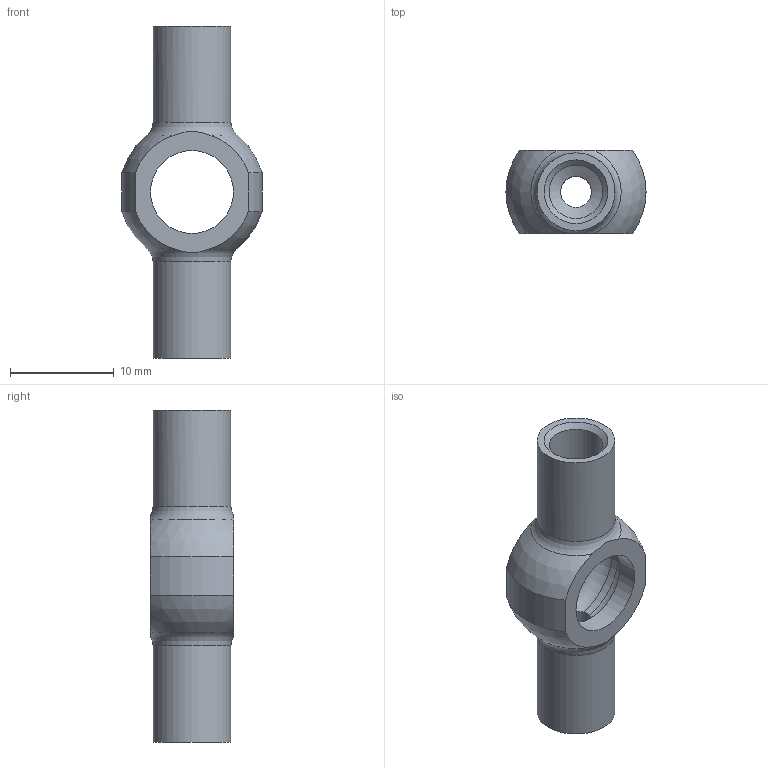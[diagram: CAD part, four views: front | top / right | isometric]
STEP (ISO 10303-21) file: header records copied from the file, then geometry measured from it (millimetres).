
FILE_DESCRIPTION((''),'2;1');
FILE_NAME('74731405.stp','2014-09-08T15:39:05',(''),('KNOMI spol. s r. o.'),'Autodesk Inventor 2012','Autodesk Inventor 2012','');
FILE_SCHEMA(('AUTOMOTIVE_DESIGN { 1 2 10303 214 0 1 1 1 }'));
Length unit declared in the file: millimetre
Products named in the file (1): Oko T st.příp.pájecí D8/Tr05,Js-3
Bounding box: 13.5 x 8 x 32 mm (x, y, z)
Volume: 1015.9 mm3; surface area: 1457 mm2
Topology: 1 solids, 1 shells, 28 faces, 77 edges, 49 vertices
Faces by surface type: cylinder 12, torus 4, cone 4, plane 4, sphere 4
Full cylindrical faces by diameter (mm): 3 x2, 5.15 x2, 7.5 x2, 8 x2
Entity records: 910 total; most frequent: CARTESIAN_POINT 267, DIRECTION 134, ORIENTED_EDGE 108, AXIS2_PLACEMENT_3D 65, EDGE_CURVE 54, EDGE_LOOP 48, VERTEX_POINT 42, CIRCLE 36
